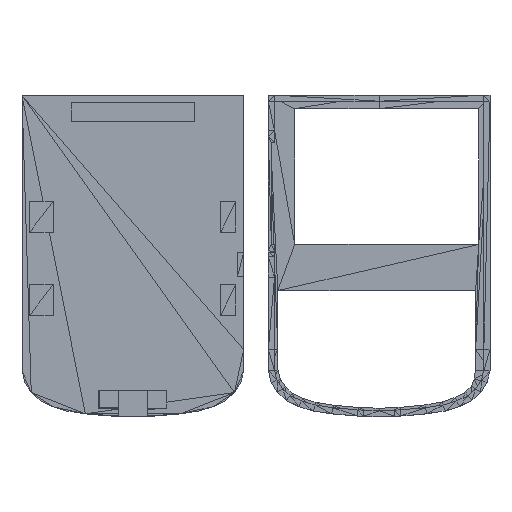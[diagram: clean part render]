
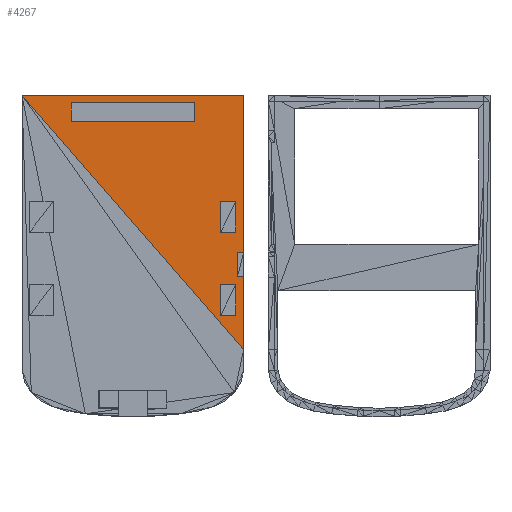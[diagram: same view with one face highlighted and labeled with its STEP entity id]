
A CAD part, top view. The second image highlights one B-rep face of the part: STEP entity #4267.
In plain terms, the highlighted planar face has unit normal (0, 0, 1).
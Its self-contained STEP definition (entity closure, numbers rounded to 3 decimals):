
#4267 = ADVANCED_FACE('',(#4268),#4294,.T.);
#4268 = FACE_BOUND('',#4269,.T.);
#4269 = EDGE_LOOP('',(#4270,#4280,#4288));
#4270 = ORIENTED_EDGE('',*,*,#4271,.T.);
#4271 = EDGE_CURVE('',#4272,#4274,#4276,.T.);
#4272 = VERTEX_POINT('',#4273);
#4273 = CARTESIAN_POINT('',(84.,52.5,
    1.));
#4274 = VERTEX_POINT('',#4275);
#4275 = CARTESIAN_POINT('',(156.,-30.,1.));
#4276 = LINE('',#4277,#4278);
#4277 = CARTESIAN_POINT('',(84.,52.5,
    1.));
#4278 = VECTOR('',#4279,1.);
#4279 = DIRECTION('',(0.658,-0.753,0.));
#4280 = ORIENTED_EDGE('',*,*,#4281,.T.);
#4281 = EDGE_CURVE('',#4274,#4282,#4284,.T.);
#4282 = VERTEX_POINT('',#4283);
#4283 = CARTESIAN_POINT('',(156.,52.5,1.));
#4284 = LINE('',#4285,#4286);
#4285 = CARTESIAN_POINT('',(156.,-30.,1.));
#4286 = VECTOR('',#4287,1.);
#4287 = DIRECTION('',(0.,1.,0.));
#4288 = ORIENTED_EDGE('',*,*,#4289,.F.);
#4289 = EDGE_CURVE('',#4272,#4282,#4290,.T.);
#4290 = LINE('',#4291,#4292);
#4291 = CARTESIAN_POINT('',(84.,52.5,
    1.));
#4292 = VECTOR('',#4293,1.);
#4293 = DIRECTION('',(1.,0.,0.));
#4294 = PLANE('',#4295);
#4295 = AXIS2_PLACEMENT_3D('',#4296,#4297,#4298);
#4296 = CARTESIAN_POINT('',(131.25,22.5,
    1.));
#4297 = DIRECTION('',(0.,0.,1.));
#4298 = DIRECTION('',(1.,0.,0.));
